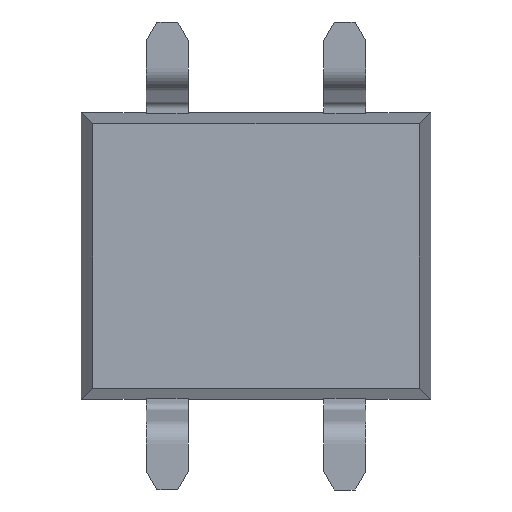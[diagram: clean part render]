
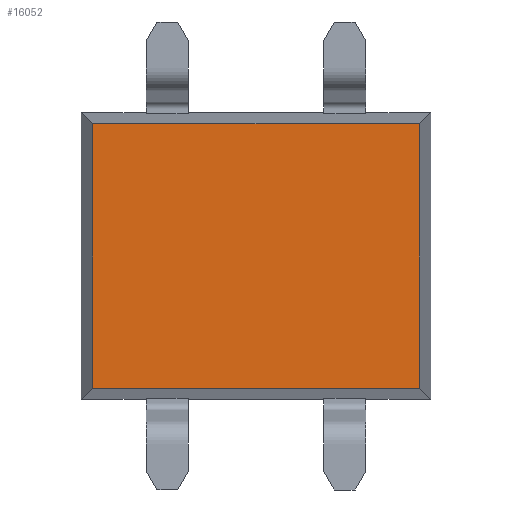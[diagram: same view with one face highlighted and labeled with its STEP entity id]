
A CAD part, front view. The second image highlights one B-rep face of the part: STEP entity #16052.
In plain terms, the highlighted planar face has unit normal (0, -1, 0).
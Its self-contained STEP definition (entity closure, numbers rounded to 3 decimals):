
#1074 = FACE_OUTER_BOUND ( 'NONE', #21391, .T. ) ;
#1406 = LINE ( 'NONE', #4532, #16211 ) ;
#3596 = CARTESIAN_POINT ( 'NONE',  ( -1.07, 0.1, -4.84 ) ) ;
#4195 = VECTOR ( 'NONE', #18380, 1000. ) ;
#4532 = CARTESIAN_POINT ( 'NONE',  ( -1.07, 0.1, 0. ) ) ;
#4538 = VERTEX_POINT ( 'NONE', #3596 ) ;
#5112 = LINE ( 'NONE', #11761, #4195 ) ;
#5271 = ORIENTED_EDGE ( 'NONE', *, *, #10782, .T. ) ;
#5626 = VERTEX_POINT ( 'NONE', #19737 ) ;
#5896 = LINE ( 'NONE', #9382, #19155 ) ;
#6586 = ORIENTED_EDGE ( 'NONE', *, *, #12371, .T. ) ;
#7622 = EDGE_CURVE ( 'NONE', #4538, #5626, #21228, .T. ) ;
#8692 = CARTESIAN_POINT ( 'NONE',  ( 3.61, 0.1, -1.06 ) ) ;
#9382 = CARTESIAN_POINT ( 'NONE',  ( 3.61, 0.1, 0. ) ) ;
#9474 = DIRECTION ( 'NONE',  ( 0., 0., 1. ) ) ;
#9520 = ORIENTED_EDGE ( 'NONE', *, *, #7622, .T. ) ;
#9782 = CARTESIAN_POINT ( 'NONE',  ( -1.07, 0.1, -1.06 ) ) ;
#10062 = AXIS2_PLACEMENT_3D ( 'NONE', #19229, #10985, #9474 ) ;
#10782 = EDGE_CURVE ( 'NONE', #5626, #16677, #5896, .T. ) ;
#10875 = PLANE ( 'NONE',  #10062 ) ;
#10985 = DIRECTION ( 'NONE',  ( 0., 1., 0. ) ) ;
#11564 = DIRECTION ( 'NONE',  ( 1., 0., 0. ) ) ;
#11761 = CARTESIAN_POINT ( 'NONE',  ( 0., 0.1, -1.06 ) ) ;
#11785 = EDGE_CURVE ( 'NONE', #14648, #4538, #1406, .T. ) ;
#12371 = EDGE_CURVE ( 'NONE', #16677, #14648, #5112, .T. ) ;
#12718 = VECTOR ( 'NONE', #11564, 1000. ) ;
#14648 = VERTEX_POINT ( 'NONE', #9782 ) ;
#16052 = ADVANCED_FACE ( 'NONE', ( #1074 ), #10875, .F. ) ;
#16211 = VECTOR ( 'NONE', #21288, 1000. ) ;
#16677 = VERTEX_POINT ( 'NONE', #8692 ) ;
#16960 = CARTESIAN_POINT ( 'NONE',  ( 0., 0.1, -4.84 ) ) ;
#18074 = ORIENTED_EDGE ( 'NONE', *, *, #11785, .T. ) ;
#18380 = DIRECTION ( 'NONE',  ( -1., 0., 0. ) ) ;
#19155 = VECTOR ( 'NONE', #20776, 1000. ) ;
#19229 = CARTESIAN_POINT ( 'NONE',  ( 0., 0.1, 0. ) ) ;
#19737 = CARTESIAN_POINT ( 'NONE',  ( 3.61, 0.1, -4.84 ) ) ;
#20776 = DIRECTION ( 'NONE',  ( 0., 0., 1. ) ) ;
#21228 = LINE ( 'NONE', #16960, #12718 ) ;
#21288 = DIRECTION ( 'NONE',  ( 0., 0., -1. ) ) ;
#21391 = EDGE_LOOP ( 'NONE', ( #5271, #6586, #18074, #9520 ) ) ;
